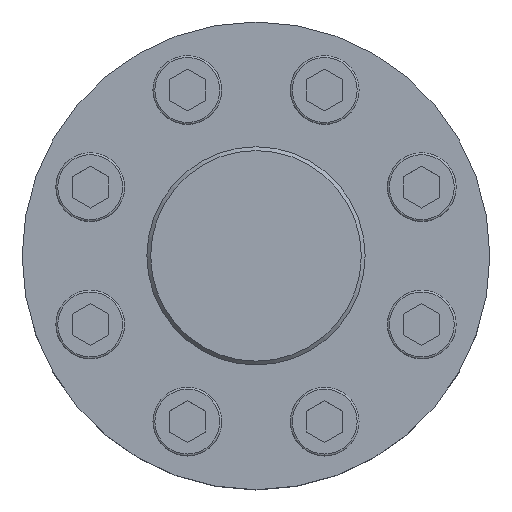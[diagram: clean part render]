
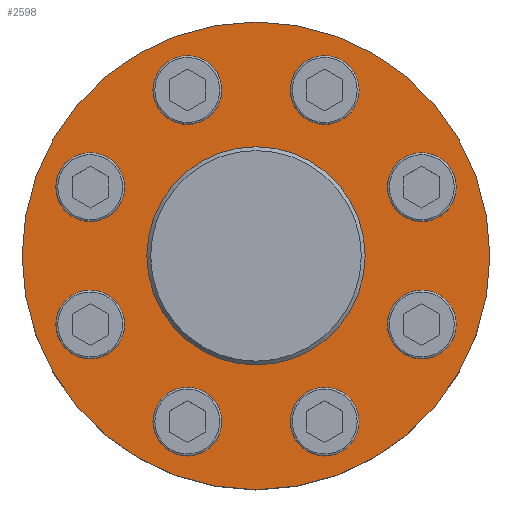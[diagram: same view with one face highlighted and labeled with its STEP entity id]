
A CAD part, top view. The second image highlights one B-rep face of the part: STEP entity #2598.
In plain terms, the highlighted planar face has unit normal (0, 0, 1).
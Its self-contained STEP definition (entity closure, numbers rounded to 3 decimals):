
#357=ORIENTED_EDGE('',*,*,#783,.T.);
#358=ORIENTED_EDGE('',*,*,#784,.T.);
#359=ORIENTED_EDGE('',*,*,#785,.T.);
#360=ORIENTED_EDGE('',*,*,#786,.T.);
#361=ORIENTED_EDGE('',*,*,#787,.F.);
#362=ORIENTED_EDGE('',*,*,#788,.T.);
#363=ORIENTED_EDGE('',*,*,#789,.T.);
#364=ORIENTED_EDGE('',*,*,#790,.T.);
#365=ORIENTED_EDGE('',*,*,#791,.T.);
#366=ORIENTED_EDGE('',*,*,#792,.T.);
#783=EDGE_CURVE('',#996,#996,#1161,.T.);
#784=EDGE_CURVE('',#997,#997,#1162,.T.);
#785=EDGE_CURVE('',#998,#998,#1163,.T.);
#786=EDGE_CURVE('',#999,#999,#1164,.T.);
#787=EDGE_CURVE('',#1000,#1000,#1165,.T.);
#788=EDGE_CURVE('',#1001,#1001,#1166,.T.);
#789=EDGE_CURVE('',#1002,#1002,#1167,.T.);
#790=EDGE_CURVE('',#1003,#1003,#1168,.T.);
#791=EDGE_CURVE('',#1004,#1004,#1169,.T.);
#792=EDGE_CURVE('',#1005,#1005,#1170,.T.);
#996=VERTEX_POINT('',#3466);
#997=VERTEX_POINT('',#3468);
#998=VERTEX_POINT('',#3470);
#999=VERTEX_POINT('',#3472);
#1000=VERTEX_POINT('',#3474);
#1001=VERTEX_POINT('',#3476);
#1002=VERTEX_POINT('',#3478);
#1003=VERTEX_POINT('',#3480);
#1004=VERTEX_POINT('',#3482);
#1005=VERTEX_POINT('',#3484);
#1161=CIRCLE('',#2733,18.);
#1162=CIRCLE('',#2734,18.);
#1163=CIRCLE('',#2735,18.);
#1164=CIRCLE('',#2736,18.);
#1165=CIRCLE('',#2737,57.15);
#1166=CIRCLE('',#2738,122.5);
#1167=CIRCLE('',#2739,18.);
#1168=CIRCLE('',#2740,18.);
#1169=CIRCLE('',#2741,18.);
#1170=CIRCLE('',#2742,18.);
#1230=EDGE_LOOP('',(#357));
#1231=EDGE_LOOP('',(#358));
#1232=EDGE_LOOP('',(#359));
#1233=EDGE_LOOP('',(#360));
#1234=EDGE_LOOP('',(#361));
#1235=EDGE_LOOP('',(#362));
#1236=EDGE_LOOP('',(#363));
#1237=EDGE_LOOP('',(#364));
#1238=EDGE_LOOP('',(#365));
#1239=EDGE_LOOP('',(#366));
#1432=FACE_BOUND('',#1230,.T.);
#1433=FACE_BOUND('',#1231,.T.);
#1434=FACE_BOUND('',#1232,.T.);
#1435=FACE_BOUND('',#1233,.T.);
#1436=FACE_BOUND('',#1234,.T.);
#1437=FACE_BOUND('',#1235,.T.);
#1438=FACE_BOUND('',#1236,.T.);
#1439=FACE_BOUND('',#1237,.T.);
#1440=FACE_BOUND('',#1238,.T.);
#1441=FACE_BOUND('',#1239,.T.);
#1634=PLANE('',#2732);
#2598=ADVANCED_FACE('',(#1432,#1433,#1434,#1435,#1436,#1437,#1438,#1439,
#1440,#1441),#1634,.T.);
#2732=AXIS2_PLACEMENT_3D('',#3464,#2929,#2930);
#2733=AXIS2_PLACEMENT_3D('',#3465,#2931,#2932);
#2734=AXIS2_PLACEMENT_3D('',#3467,#2933,#2934);
#2735=AXIS2_PLACEMENT_3D('',#3469,#2935,#2936);
#2736=AXIS2_PLACEMENT_3D('',#3471,#2937,#2938);
#2737=AXIS2_PLACEMENT_3D('',#3473,#2939,#2940);
#2738=AXIS2_PLACEMENT_3D('',#3475,#2941,#2942);
#2739=AXIS2_PLACEMENT_3D('',#3477,#2943,#2944);
#2740=AXIS2_PLACEMENT_3D('',#3479,#2945,#2946);
#2741=AXIS2_PLACEMENT_3D('',#3481,#2947,#2948);
#2742=AXIS2_PLACEMENT_3D('',#3483,#2949,#2950);
#2929=DIRECTION('',(0.,0.,1.));
#2930=DIRECTION('',(1.,0.,0.));
#2931=DIRECTION('',(0.,0.,-1.));
#2932=DIRECTION('',(-1.,0.,0.));
#2933=DIRECTION('',(0.,0.,-1.));
#2934=DIRECTION('',(-1.,0.,0.));
#2935=DIRECTION('',(0.,0.,-1.));
#2936=DIRECTION('',(-1.,0.,0.));
#2937=DIRECTION('',(0.,0.,-1.));
#2938=DIRECTION('',(-1.,0.,0.));
#2939=DIRECTION('',(0.,0.,1.));
#2940=DIRECTION('',(1.,0.,0.));
#2941=DIRECTION('',(0.,0.,1.));
#2942=DIRECTION('',(1.,0.,0.));
#2943=DIRECTION('',(0.,0.,-1.));
#2944=DIRECTION('',(-1.,0.,0.));
#2945=DIRECTION('',(0.,0.,-1.));
#2946=DIRECTION('',(-1.,0.,0.));
#2947=DIRECTION('',(0.,0.,-1.));
#2948=DIRECTION('',(-1.,0.,0.));
#2949=DIRECTION('',(0.,0.,-1.));
#2950=DIRECTION('',(-1.,0.,0.));
#3464=CARTESIAN_POINT('',(0.,0.,78.));
#3465=CARTESIAN_POINT('',(35.972,-86.845,78.));
#3466=CARTESIAN_POINT('',(17.972,-86.845,78.));
#3467=CARTESIAN_POINT('',(-86.845,-35.972,78.));
#3468=CARTESIAN_POINT('',(-104.845,-35.972,78.));
#3469=CARTESIAN_POINT('',(-35.972,86.845,78.));
#3470=CARTESIAN_POINT('',(-53.972,86.845,78.));
#3471=CARTESIAN_POINT('',(35.972,86.845,78.));
#3472=CARTESIAN_POINT('',(17.972,86.845,78.));
#3473=CARTESIAN_POINT('',(0.,0.,78.));
#3474=CARTESIAN_POINT('',(57.15,0.,78.));
#3475=CARTESIAN_POINT('',(0.,0.,78.));
#3476=CARTESIAN_POINT('',(122.5,0.,78.));
#3477=CARTESIAN_POINT('',(86.845,35.972,78.));
#3478=CARTESIAN_POINT('',(68.845,35.972,78.));
#3479=CARTESIAN_POINT('',(-86.845,35.972,78.));
#3480=CARTESIAN_POINT('',(-104.845,35.972,78.));
#3481=CARTESIAN_POINT('',(-35.972,-86.845,78.));
#3482=CARTESIAN_POINT('',(-53.972,-86.845,78.));
#3483=CARTESIAN_POINT('',(86.845,-35.972,78.));
#3484=CARTESIAN_POINT('',(68.845,-35.972,78.));
